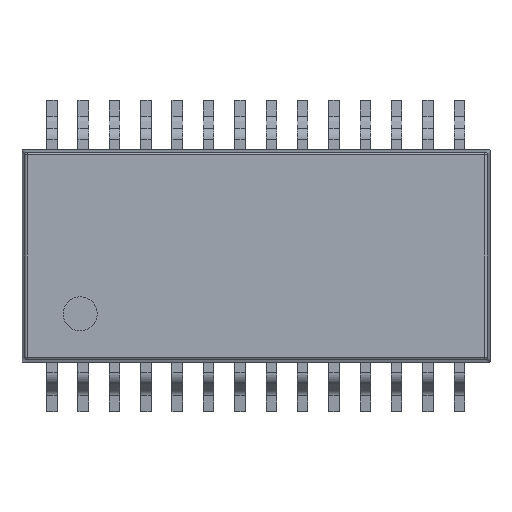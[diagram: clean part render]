
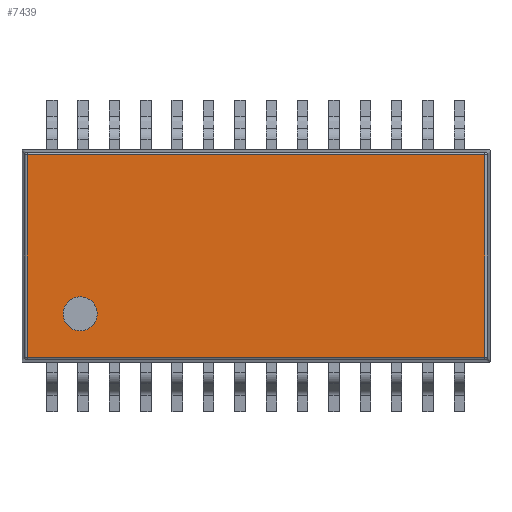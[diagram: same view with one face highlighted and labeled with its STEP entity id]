
A CAD part, front view. The second image highlights one B-rep face of the part: STEP entity #7439.
In plain terms, the highlighted planar face has unit normal (0, -1, 0).
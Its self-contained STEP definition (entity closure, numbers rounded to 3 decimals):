
#173=CIRCLE('',#8180,0.353);
#495=ORIENTED_EDGE('',*,*,#2719,.T.);
#496=ORIENTED_EDGE('',*,*,#2720,.T.);
#497=ORIENTED_EDGE('',*,*,#2721,.T.);
#498=ORIENTED_EDGE('',*,*,#2722,.T.);
#499=ORIENTED_EDGE('',*,*,#2723,.T.);
#2719=EDGE_CURVE('',#3833,#3834,#4559,.F.);
#2720=EDGE_CURVE('',#3834,#3835,#4560,.F.);
#2721=EDGE_CURVE('',#3835,#3836,#4561,.F.);
#2722=EDGE_CURVE('',#3836,#3833,#4562,.F.);
#2723=EDGE_CURVE('',#3837,#3837,#173,.T.);
#3833=VERTEX_POINT('',#11240);
#3834=VERTEX_POINT('',#11241);
#3835=VERTEX_POINT('',#11243);
#3836=VERTEX_POINT('',#11245);
#3837=VERTEX_POINT('',#11248);
#4559=LINE('',#11239,#5407);
#4560=LINE('',#11242,#5408);
#4561=LINE('',#11244,#5409);
#4562=LINE('',#11246,#5410);
#5407=VECTOR('',#8949,1000.);
#5408=VECTOR('',#8950,1000.);
#5409=VECTOR('',#8951,1000.);
#5410=VECTOR('',#8952,1000.);
#6242=EDGE_LOOP('',(#495,#496,#497,#498));
#6243=EDGE_LOOP('',(#499));
#6688=FACE_BOUND('',#6242,.T.);
#6689=FACE_BOUND('',#6243,.T.);
#7133=PLANE('',#8179);
#7439=ADVANCED_FACE('',(#6688,#6689),#7133,.F.);
#8179=AXIS2_PLACEMENT_3D('',#11238,#8947,#8948);
#8180=AXIS2_PLACEMENT_3D('',#11247,#8953,#8954);
#8947=DIRECTION('',(0.,1.,0.));
#8948=DIRECTION('',(0.,0.,1.));
#8949=DIRECTION('',(1.,0.,0.));
#8950=DIRECTION('',(0.,0.,1.));
#8951=DIRECTION('',(-1.,0.,0.));
#8952=DIRECTION('',(0.,0.,-1.));
#8953=DIRECTION('',(0.,1.,0.));
#8954=DIRECTION('',(1.,0.,0.));
#11238=CARTESIAN_POINT('',(0.,0.,0.));
#11239=CARTESIAN_POINT('',(-4.793,0.,2.096));
#11240=CARTESIAN_POINT('',(4.748,0.,2.096));
#11241=CARTESIAN_POINT('',(-4.748,0.,2.096));
#11242=CARTESIAN_POINT('',(-4.748,0.,-2.14));
#11243=CARTESIAN_POINT('',(-4.748,0.,-2.096));
#11244=CARTESIAN_POINT('',(4.793,0.,-2.096));
#11245=CARTESIAN_POINT('',(4.748,0.,-2.096));
#11246=CARTESIAN_POINT('',(4.748,0.,2.14));
#11247=CARTESIAN_POINT('',(-3.647,0.,-1.2));
#11248=CARTESIAN_POINT('',(-3.294,0.,-1.2));
